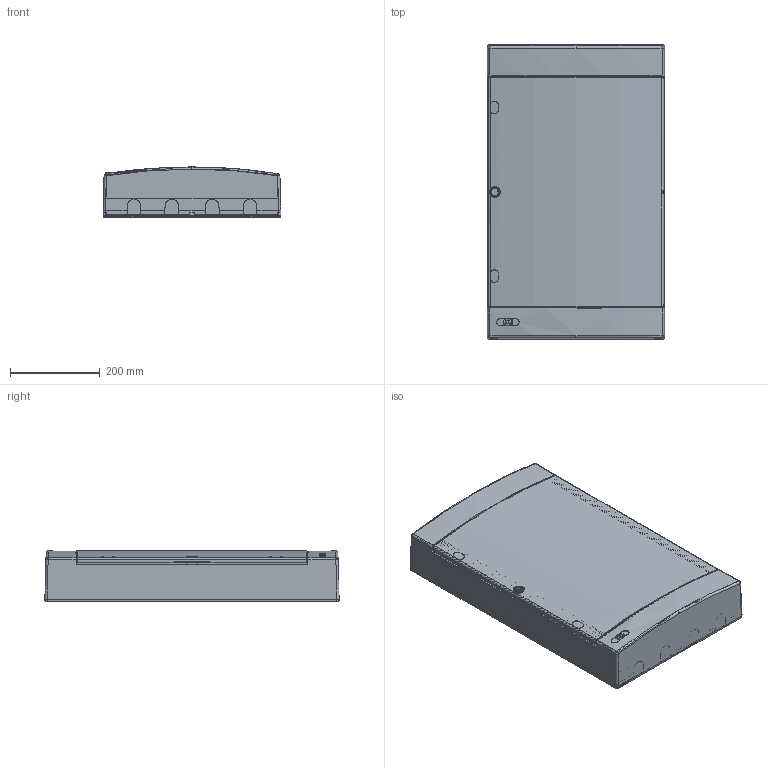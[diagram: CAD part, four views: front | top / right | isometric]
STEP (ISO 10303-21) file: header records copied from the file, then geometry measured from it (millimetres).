
FILE_DESCRIPTION((''),'2;1');
FILE_NAME('ECT_36_PO_ASM','2024-08-12T10:39:21',('klemen.sitar'),('Audax d.o.o.'),'CREO PARAMETRIC BY PTC INC, 2021304','CREO PARAMETRIC BY PTC INC, 2021304','');
FILE_SCHEMA(('AP242_MANAGED_MODEL_BASED_3D_ENGINEERING_MIM_LF { 1 0 10303 442 1 1 4 }'));
Products named in the file (17): SRAF_SABIRNICE_2_1_1_1; MESINGANA_SABIRNICA-102818_1_1_; MESINGANA_SABIRNICA-35295_ASM_2_ASM; TELO_SABIRNICE_1_1_1_1; POKLOPAC_SABIRNICE_1_1_1_1; ECT_3X18_PT_ASM_1_ASM_1_ASM; ASM0001_ASM_1_ASM; ECT_3X18_PO_ASM; VRATA_4X18C_MODEL_1; MASKA_N4X18C_1; KUCISTE_4X18C_18_04_2019__1; ETI_LOGO_1_1_1_1_1_2_1; ETI_LOGO_2_1_1_1_1_2_1; ETI_LOGO_3_1_1_1_1_2_1; 1X18_DIN_1; ECT_4X18_PT_ASM; ECT_36_PO_ASM
Assembly tree (34 placements, depth 6):
  ECT_36_PO_ASM
    ECT_3X18_PO_ASM
      ASM0001_ASM_1_ASM
        ECT_3X18_PT_ASM_1_ASM_1_ASM
          MESINGANA_SABIRNICA-35295_ASM_2_ASM  x2
            SRAF_SABIRNICE_2_1_1_1
            MESINGANA_SABIRNICA-102818_1_1_
          TELO_SABIRNICE_1_1_1_1
          POKLOPAC_SABIRNICE_1_1_1_1
    ECT_4X18_PT_ASM
      VRATA_4X18C_MODEL_1
      MASKA_N4X18C_1
      KUCISTE_4X18C_18_04_2019__1
      ETI_LOGO_1_1_1_1_1_2_1
      ETI_LOGO_2_1_1_1_1_2_1
      ETI_LOGO_3_1_1_1_1_2_1
      1X18_DIN_1  x4
Bounding box: 395.8 x 654.6 x 111.6 mm (x, y, z)
Volume: 2341583.4 mm3; surface area: 2144457.1 mm2
Topology: 44 solids, 44 shells, 6036 faces, 17195 edges, 11443 vertices
Faces by surface type: plane 3610, cylinder 1397, cone 535, extrusion 367, bspline 86, torus 37, sphere 4
Entity records: 264679 total; most frequent: CARTESIAN_POINT 61084, ORIENTED_EDGE 29490, DIRECTION 22620, PRESENTATION_STYLE_ASSIGNMENT 18770, STYLED_ITEM 18770, CURVE_STYLE 14822, EDGE_CURVE 14745, VECTOR 9978
